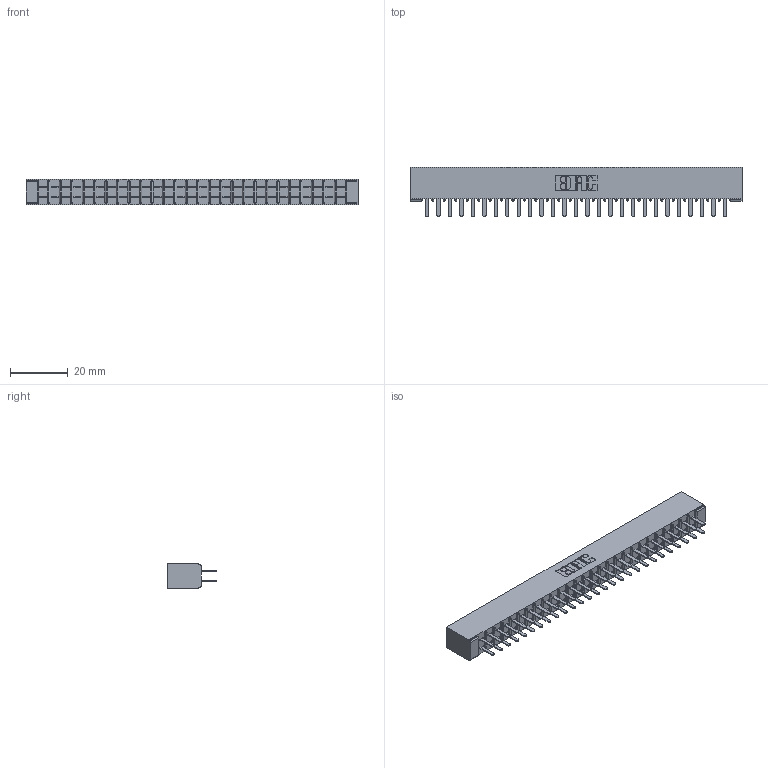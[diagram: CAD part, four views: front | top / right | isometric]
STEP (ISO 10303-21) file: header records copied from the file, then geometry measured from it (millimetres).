
FILE_DESCRIPTION (( 'STEP AP203' ), '1' );
FILE_NAME ('305-054-520-501.STEP', '2019-09-09T22:56:16', ( '' ), ( '' ), 'SwSTEP 2.0', 'SolidWorks 2016', '' );
FILE_SCHEMA (( 'CONFIG_CONTROL_DESIGN' ));
Length unit declared in the file: inch
Products named in the file (3): 305-290-001_520; 305 Part_No Mounting; 305-054-520-501
Assembly tree (55 placements, depth 2):
  305-054-520-501
    305 Part_No Mounting
    305-290-001_520  x54
Bounding box: 114.86 x 17.09 x 8.71 mm (x, y, z)
Volume: 7007 mm3; surface area: 14966.5 mm2
Topology: 55 solids, 55 shells, 2592 faces, 7393 edges, 4782 vertices
Faces by surface type: plane 1522, cylinder 962, sphere 108
Entity records: 30662 total; most frequent: CARTESIAN_POINT 5071, ORIENTED_EDGE 5030, DIRECTION 4915, EDGE_CURVE 2515, VECTOR 2023, LINE 2023, VERTEX_POINT 1602, AXIS2_PLACEMENT_3D 1446
